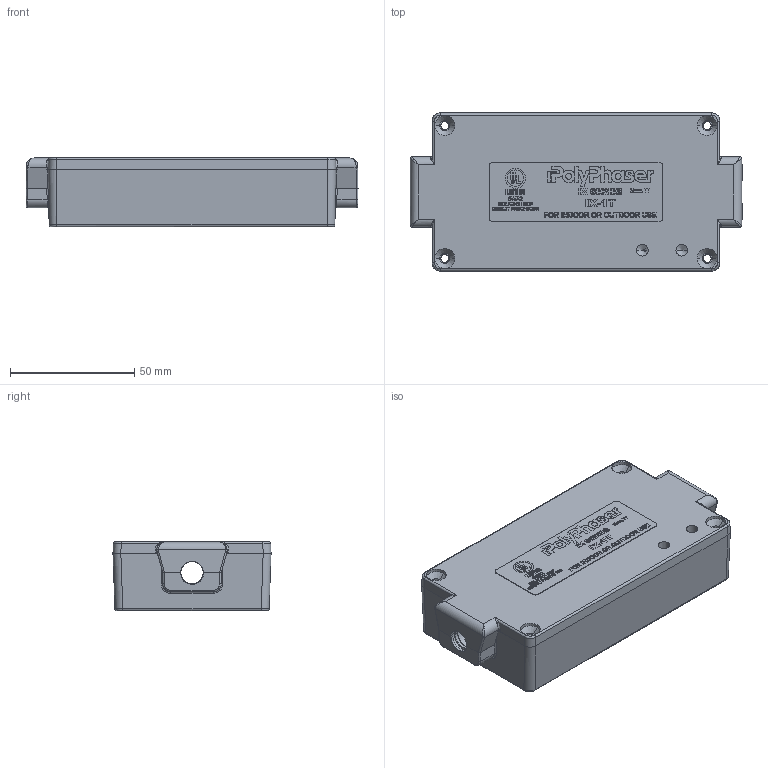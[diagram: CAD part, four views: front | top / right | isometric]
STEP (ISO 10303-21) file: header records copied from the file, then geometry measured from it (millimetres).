
FILE_DESCRIPTION (( 'STEP AP214' ), '1' );
FILE_NAME ('IX-1T.STEP', '2019-07-30T15:22:15', ( '' ), ( '' ), 'SwSTEP 2.0', 'SolidWorks 2019', '' );
FILE_SCHEMA (( 'AUTOMOTIVE_DESIGN' ));
Length unit declared in the file: inch
Products named in the file (14): 5331-0012; 7020-3018; 7040-0109; 5331-0013; 5331-0012-01; 7020-3098; 5331-0013-01; IX-1T; 9500-0041
Assembly tree (8 placements, depth 4):
  5331-0012
  7040-0109
  5331-0013
  7020-3098
  7020-3018
Bounding box: 133.35 x 63.5 x 27.9 mm (x, y, z)
Volume: 85637.5 mm3; surface area: 65178.2 mm2
Topology: 5 solids, 5 shells, 5301 faces, 14370 edges, 9451 vertices
Faces by surface type: plane 4022, bspline 839, cylinder 400, cone 40
Entity records: 224753 total; most frequent: CARTESIAN_POINT 80456, ORIENTED_EDGE 28664, DIRECTION 22235, EDGE_CURVE 14332, VECTOR 11851, LINE 11851, VERTEX_POINT 9451, EDGE_LOOP 5733
